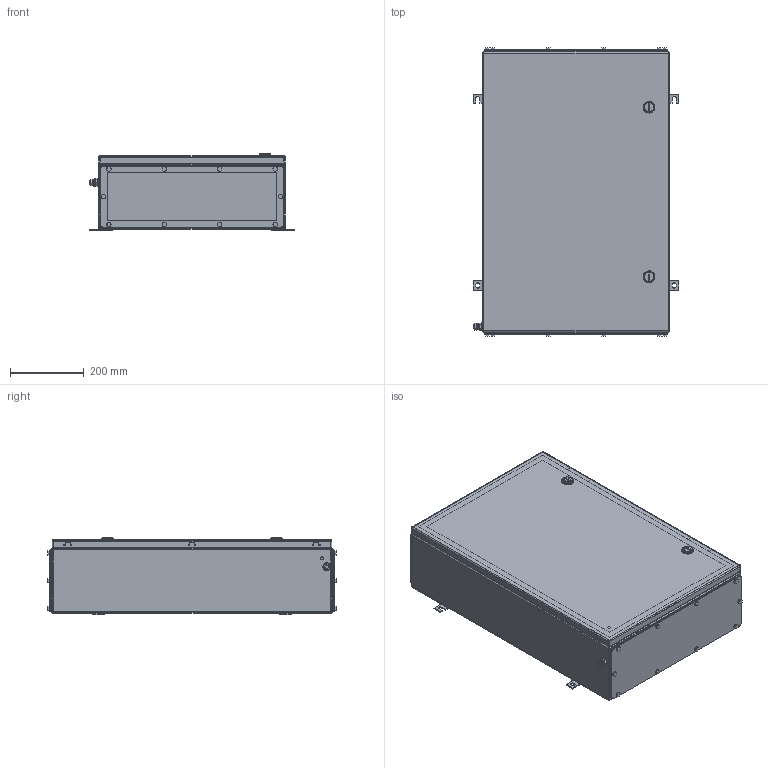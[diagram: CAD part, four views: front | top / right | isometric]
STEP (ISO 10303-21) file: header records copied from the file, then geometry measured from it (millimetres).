
FILE_DESCRIPTION(('CATIA V5 STEP Exchange','CAx-IF Rec.Pracs.--- Model Styling and Organization---1.4--- 2014-01-23'),'2;1');
FILE_NAME ('008857-8_3_1200850000_1200850000.stp','2019-09-23T09:43:00+00:00',('none'),('Weidmueller'),'CATIA Version 5-6 Release 2016 SP3 HF44','CATIA V5 STEP AP214','none');
FILE_SCHEMA(('AUTOMOTIVE_DESIGN { 1 0 10303 214 1 1 1 1 }'));
Products named in the file (1): ZUB_KTB_QL_765020_2GP
Bounding box: 559 x 784 x 209.8 mm (x, y, z)
Volume: 2775351.4 mm3; surface area: 3155574.8 mm2
Topology: 100 solids, 102 shells, 1964 faces, 4514 edges, 2833 vertices
Faces by surface type: plane 866, cylinder 850, cone 194, sphere 24, torus 22, bspline 8
Entity records: 53254 total; most frequent: CARTESIAN_POINT 11522, ORIENTED_EDGE 8856, DIRECTION 7035, EDGE_CURVE 4428, AXIS2_PLACEMENT_3D 3077, VERTEX_POINT 2833, VECTOR 2488, LINE 2488
